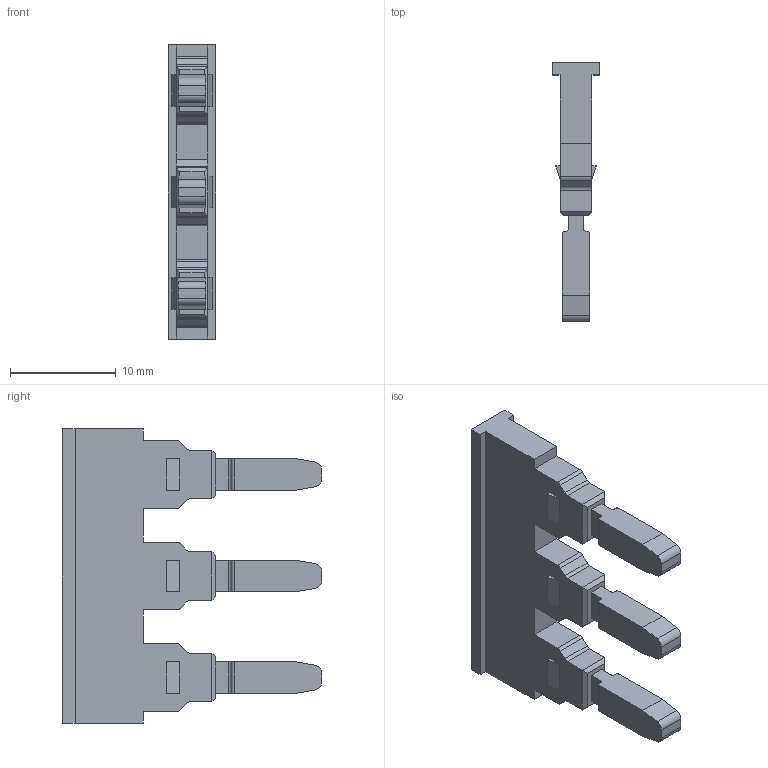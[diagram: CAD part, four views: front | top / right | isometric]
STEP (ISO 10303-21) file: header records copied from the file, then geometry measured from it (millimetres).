
FILE_DESCRIPTION (( 'STEP AP203' ), '1' );
FILE_NAME ('3''LÜ - 10 ÜST KÖPRÜ.STEP', '2020-03-24T08:14:31', ( '' ), ( '' ), 'SwSTEP 2.0', 'SolidWorks 2011', '' );
FILE_SCHEMA (( 'CONFIG_CONTROL_DESIGN' ));
Length unit declared in the file: millimetre
Products named in the file (1): 3''Lﾜ - 10 ﾜST KﾖPRﾜ
Bounding box: 4.5 x 24.5 x 27.8 mm (x, y, z)
Volume: 1243.1 mm3; surface area: 1401.9 mm2
Topology: 1 solids, 1 shells, 145 faces, 384 edges, 250 vertices
Faces by surface type: plane 115, cylinder 30
Entity records: 4511 total; most frequent: CARTESIAN_POINT 780, ORIENTED_EDGE 768, DIRECTION 736, EDGE_CURVE 384, LINE 324, VECTOR 324, VERTEX_POINT 250, AXIS2_PLACEMENT_3D 206
